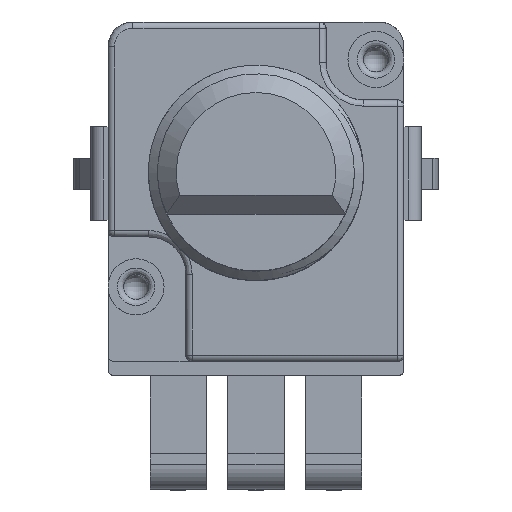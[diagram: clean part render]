
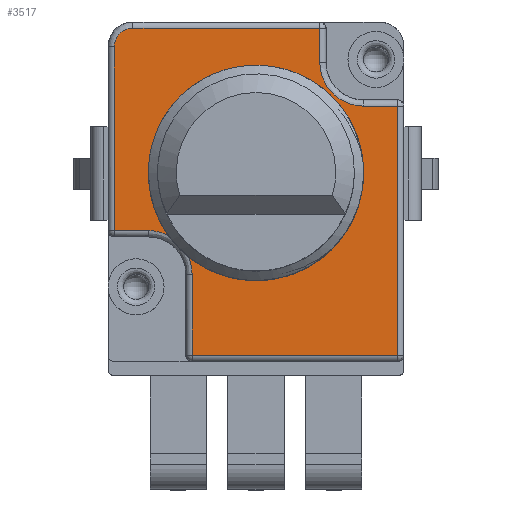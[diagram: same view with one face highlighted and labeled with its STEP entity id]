
A CAD part, top view. The second image highlights one B-rep face of the part: STEP entity #3517.
In plain terms, the highlighted planar face has unit normal (0, 0, 1).
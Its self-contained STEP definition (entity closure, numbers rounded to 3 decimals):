
#1754=CARTESIAN_POINT('',(-2.05,-3.25,10.0));
#1755=VERTEX_POINT('',#1754);
#1763=CARTESIAN_POINT('',(-2.231,-2.562,10.001));
#1764=VERTEX_POINT('',#1763);
#1765=CARTESIAN_POINT('',(-2.05,-3.25,10.0));
#1766=CARTESIAN_POINT('',(-2.05,-2.882,10.0));
#1767=CARTESIAN_POINT('',(-2.231,-2.562,10.0));
#1768=B_SPLINE_CURVE_WITH_KNOTS('',2,(#1765,#1766,#1767),.UNSPECIFIED.,.F.,.U.,
 (3,3),(0.0,1.0),.UNSPECIFIED.);
#1769=EDGE_CURVE('n� 3127',#1755,#1764,#1768,.T.);
#1771=CARTESIAN_POINT('',(-2.591,-2.144,9.999));
#1772=VERTEX_POINT('',#1771);
#1806=CARTESIAN_POINT('',(-3.45,-1.85,10.0));
#1807=VERTEX_POINT('',#1806);
#1808=CARTESIAN_POINT('',(-2.591,-2.144,10.0));
#1809=CARTESIAN_POINT('',(-2.776,-2.,10.0));
#1810=CARTESIAN_POINT('',(-2.996,-1.926,10.0));
#1811=CARTESIAN_POINT('',(-3.218,-1.85,10.0));
#1812=CARTESIAN_POINT('',(-3.45,-1.85,10.0));
#1813=B_SPLINE_CURVE_WITH_KNOTS('',2,(#1808,#1809,#1810,#1811,#1812),.UNSPECIFIED.,.F.,.U.,
 (3,2,3),(0.0,0.5,1.0),.UNSPECIFIED.);
#1814=EDGE_CURVE('n� 3131',#1772,#1807,#1813,.T.);
#2706=CARTESIAN_POINT('',(4.55,-5.85,10.0));
#2707=VERTEX_POINT('',#2706);
#2795=CARTESIAN_POINT('',(4.55,2.15,10.0));
#2796=VERTEX_POINT('',#2795);
#2927=CARTESIAN_POINT('',(2.05,4.65,10.0));
#2928=VERTEX_POINT('',#2927);
#3033=CARTESIAN_POINT('',(-4.55,-1.85,10.0));
#3034=VERTEX_POINT('',#3033);
#3118=CARTESIAN_POINT('',(-2.05,-5.85,10.0));
#3119=VERTEX_POINT('',#3118);
#3196=CARTESIAN_POINT('',(0.0,-5.85,10.0));
#3197=DIRECTION('',(1.0,0.0,0.0));
#3198=VECTOR('',#3197,1.0);
#3199=LINE('',#3196,#3198);
#3200=EDGE_CURVE('n� 687',#3119,#2707,#3199,.T.);
#3212=CARTESIAN_POINT('',(4.55,-0.6,10.0));
#3213=DIRECTION('',(0.0,1.0,0.0));
#3214=VECTOR('',#3213,1.0);
#3215=LINE('',#3212,#3214);
#3216=EDGE_CURVE('n� 686',#2707,#2796,#3215,.T.);
#3228=CARTESIAN_POINT('',(3.45,2.15,10.0));
#3229=VERTEX_POINT('',#3228);
#3237=CARTESIAN_POINT('',(0.0,2.15,10.0));
#3238=DIRECTION('',(-1.0,-0.0,0.0));
#3239=VECTOR('',#3238,1.0);
#3240=LINE('',#3237,#3239);
#3241=EDGE_CURVE('n� 685',#2796,#3229,#3240,.T.);
#3255=CARTESIAN_POINT('',(2.05,3.55,10.0));
#3256=VERTEX_POINT('',#3255);
#3264=CARTESIAN_POINT('',(3.45,2.15,10.0));
#3265=CARTESIAN_POINT('',(3.183,2.15,10.0));
#3266=CARTESIAN_POINT('',(2.935,2.248,10.0));
#3267=CARTESIAN_POINT('',(2.666,2.355,10.0));
#3268=CARTESIAN_POINT('',(2.46,2.56,10.0));
#3269=CARTESIAN_POINT('',(2.255,2.765,10.0));
#3270=CARTESIAN_POINT('',(2.148,3.035,10.0));
#3271=CARTESIAN_POINT('',(2.05,3.283,10.0));
#3272=CARTESIAN_POINT('',(2.05,3.55,10.0));
#3273=B_SPLINE_CURVE_WITH_KNOTS('',2,(#3264,#3265,#3266,#3267,#3268,#3269,#3270,#3271,#3272),.UNSPECIFIED.,.F.,.U.,
 (3,2,2,2,3),(0.0,0.25,0.5,0.75,1.0),.UNSPECIFIED.);
#3274=EDGE_CURVE('n� 684',#3229,#3256,#3273,.T.);
#3291=CARTESIAN_POINT('',(2.05,-0.6,10.0));
#3292=DIRECTION('',(0.0,1.0,0.0));
#3293=VECTOR('',#3292,1.0);
#3294=LINE('',#3291,#3293);
#3295=EDGE_CURVE('n� 683',#3256,#2928,#3294,.T.);
#3305=CARTESIAN_POINT('',(-3.95,4.65,10.0));
#3306=VERTEX_POINT('',#3305);
#3314=CARTESIAN_POINT('',(0.0,4.65,10.0));
#3315=DIRECTION('',(-1.0,0.0,0.0));
#3316=VECTOR('',#3315,1.0);
#3317=LINE('',#3314,#3316);
#3318=EDGE_CURVE('n� 682',#2928,#3306,#3317,.T.);
#3330=CARTESIAN_POINT('',(-4.55,4.05,10.0));
#3331=VERTEX_POINT('',#3330);
#3339=CARTESIAN_POINT('',(-3.95,4.65,10.0));
#3340=CARTESIAN_POINT('',(-4.064,4.65,10.0));
#3341=CARTESIAN_POINT('',(-4.171,4.608,10.0));
#3342=CARTESIAN_POINT('',(-4.286,4.562,10.0));
#3343=CARTESIAN_POINT('',(-4.374,4.474,10.0));
#3344=CARTESIAN_POINT('',(-4.462,4.387,10.0));
#3345=CARTESIAN_POINT('',(-4.508,4.271,10.0));
#3346=CARTESIAN_POINT('',(-4.55,4.165,10.0));
#3347=CARTESIAN_POINT('',(-4.55,4.05,10.0));
#3348=B_SPLINE_CURVE_WITH_KNOTS('',2,(#3339,#3340,#3341,#3342,#3343,#3344,#3345,#3346,#3347),.UNSPECIFIED.,.F.,.U.,
 (3,2,2,2,3),(0.0,0.25,0.5,0.75,1.0),.UNSPECIFIED.);
#3349=EDGE_CURVE('n� 681',#3306,#3331,#3348,.T.);
#3368=CARTESIAN_POINT('',(-4.55,-0.6,10.0));
#3369=DIRECTION('',(0.0,-1.0,0.0));
#3370=VECTOR('',#3369,1.0);
#3371=LINE('',#3368,#3370);
#3372=EDGE_CURVE('n� 680',#3331,#3034,#3371,.T.);
#3383=CARTESIAN_POINT('',(0.0,-1.85,10.0));
#3384=DIRECTION('',(1.0,0.0,0.0));
#3385=VECTOR('',#3384,1.0);
#3386=LINE('',#3383,#3385);
#3387=EDGE_CURVE('n� 679',#3034,#1807,#3386,.T.);
#3402=CARTESIAN_POINT('',(-2.05,-0.6,10.0));
#3403=DIRECTION('',(0.0,-1.0,0.0));
#3404=VECTOR('',#3403,1.0);
#3405=LINE('',#3402,#3404);
#3406=EDGE_CURVE('n� 671',#1755,#3119,#3405,.T.);
#3416=ORIENTED_EDGE('',*,*,#3406,.T.);
#3417=ORIENTED_EDGE('',*,*,#3200,.T.);
#3418=ORIENTED_EDGE('',*,*,#3216,.T.);
#3419=ORIENTED_EDGE('',*,*,#3241,.T.);
#3420=ORIENTED_EDGE('',*,*,#3274,.T.);
#3421=ORIENTED_EDGE('',*,*,#3295,.T.);
#3422=ORIENTED_EDGE('',*,*,#3318,.T.);
#3423=ORIENTED_EDGE('',*,*,#3349,.T.);
#3424=ORIENTED_EDGE('',*,*,#3372,.T.);
#3425=ORIENTED_EDGE('',*,*,#3387,.T.);
#3426=ORIENTED_EDGE('',*,*,#1814,.F.);
#3427=CARTESIAN_POINT('',(-1.755,2.462,10.0));
#3428=VERTEX_POINT('',#3427);
#3429=CARTESIAN_POINT('',(-2.591,-2.144,10.0));
#3430=CARTESIAN_POINT('',(-2.718,-1.955,10.0));
#3431=CARTESIAN_POINT('',(-2.792,-1.824,10.0));
#3432=CARTESIAN_POINT('',(-2.884,-1.66,10.0));
#3433=CARTESIAN_POINT('',(-2.959,-1.486,10.0));
#3434=CARTESIAN_POINT('',(-3.11,-1.136,10.0));
#3435=CARTESIAN_POINT('',(-3.178,-0.769,10.0));
#3436=CARTESIAN_POINT('',(-3.283,-0.205,10.0));
#3437=CARTESIAN_POINT('',(-3.182,0.346,10.0));
#3438=CARTESIAN_POINT('',(-3.123,0.667,10.0));
#3439=CARTESIAN_POINT('',(-2.997,0.974,10.0));
#3440=CARTESIAN_POINT('',(-2.873,1.279,10.0));
#3441=CARTESIAN_POINT('',(-2.689,1.553,10.0));
#3442=CARTESIAN_POINT('',(-2.505,1.83,10.0));
#3443=CARTESIAN_POINT('',(-2.271,2.059,10.0));
#3444=CARTESIAN_POINT('',(-2.032,2.292,10.0));
#3445=CARTESIAN_POINT('',(-1.755,2.462,10.0));
#3446=B_SPLINE_CURVE_WITH_KNOTS('',2,(#3429,#3430,#3431,#3432,#3433,#3434,#3435,#3436,#3437,#3438,
    #3439,#3440,#3441,#3442,#3443,#3444,#3445),.UNSPECIFIED.,.F.,.U.,
 (3,2,2,2,2,2,2,2,3),(0.0,0.071,0.143,0.286,0.5,0.625,0.75,0.875,1.0),.UNSPECIFIED.);
#3447=EDGE_CURVE('n� 342',#1772,#3428,#3446,.T.);
#3448=ORIENTED_EDGE('',*,*,#3447,.T.);
#3449=CARTESIAN_POINT('',(1.758,2.462,10.0));
#3450=VERTEX_POINT('',#3449);
#3451=CARTESIAN_POINT('',(-1.755,2.462,10.0));
#3452=CARTESIAN_POINT('',(-1.381,2.729,10.0));
#3453=CARTESIAN_POINT('',(-0.943,2.873,10.0));
#3454=CARTESIAN_POINT('',(-0.483,3.024,10.0));
#3455=CARTESIAN_POINT('',(0.001,3.024,10.0));
#3456=CARTESIAN_POINT('',(0.485,3.025,10.0));
#3457=CARTESIAN_POINT('',(0.946,2.874,10.0));
#3458=CARTESIAN_POINT('',(1.383,2.731,10.0));
#3459=CARTESIAN_POINT('',(1.759,2.464,10.0));
#3460=B_SPLINE_CURVE_WITH_KNOTS('',2,(#3451,#3452,#3453,#3454,#3455,#3456,#3457,#3458,#3459),.UNSPECIFIED.,.F.,.U.,
 (3,2,2,2,3),(0.0,0.25,0.5,0.75,1.0),.UNSPECIFIED.);
#3461=EDGE_CURVE('n� 676',#3428,#3450,#3460,.T.);
#3462=ORIENTED_EDGE('',*,*,#3461,.T.);
#3463=CARTESIAN_POINT('',(1.475,-3.123,10.0));
#3464=VERTEX_POINT('',#3463);
#3465=CARTESIAN_POINT('',(1.759,2.464,10.0));
#3466=CARTESIAN_POINT('',(2.12,2.246,10.0));
#3467=CARTESIAN_POINT('',(2.405,1.929,10.0));
#3468=CARTESIAN_POINT('',(2.685,1.619,10.0));
#3469=CARTESIAN_POINT('',(2.879,1.232,10.0));
#3470=CARTESIAN_POINT('',(3.07,0.853,10.0));
#3471=CARTESIAN_POINT('',(3.159,0.437,10.0));
#3472=CARTESIAN_POINT('',(3.249,0.016,10.0));
#3473=CARTESIAN_POINT('',(3.225,-0.401,10.0));
#3474=CARTESIAN_POINT('',(3.202,-0.815,10.0));
#3475=CARTESIAN_POINT('',(3.064,-1.222,10.0));
#3476=CARTESIAN_POINT('',(2.93,-1.619,10.0));
#3477=CARTESIAN_POINT('',(2.697,-1.979,10.0));
#3478=CARTESIAN_POINT('',(2.466,-2.337,10.0));
#3479=CARTESIAN_POINT('',(2.156,-2.628,10.0));
#3480=CARTESIAN_POINT('',(1.843,-2.922,10.0));
#3481=CARTESIAN_POINT('',(1.475,-3.123,10.0));
#3482=B_SPLINE_CURVE_WITH_KNOTS('',2,(#3465,#3466,#3467,#3468,#3469,#3470,#3471,#3472,#3473,#3474,
    #3475,#3476,#3477,#3478,#3479,#3480,#3481),.UNSPECIFIED.,.F.,.U.,
 (3,2,2,2,2,2,2,2,3),(0.0,0.125,0.25,0.375,0.5,0.625,0.75,0.875,1.0),.UNSPECIFIED.);
#3483=EDGE_CURVE('n� 260',#3450,#3464,#3482,.T.);
#3484=ORIENTED_EDGE('',*,*,#3483,.T.);
#3485=CARTESIAN_POINT('',(-1.475,-3.124,10.001));
#3486=VERTEX_POINT('',#3485);
#3487=CARTESIAN_POINT('',(-1.475,-3.123,10.0));
#3488=CARTESIAN_POINT('',(-1.133,-3.285,10.0));
#3489=CARTESIAN_POINT('',(-0.765,-3.368,10.0));
#3490=CARTESIAN_POINT('',(-0.387,-3.454,10.0));
#3491=CARTESIAN_POINT('',(-0.0,-3.454,10.0));
#3492=CARTESIAN_POINT('',(0.388,-3.454,10.0));
#3493=CARTESIAN_POINT('',(0.765,-3.368,10.0));
#3494=CARTESIAN_POINT('',(1.133,-3.284,10.0));
#3495=CARTESIAN_POINT('',(1.475,-3.123,10.0));
#3496=B_SPLINE_CURVE_WITH_KNOTS('',2,(#3487,#3488,#3489,#3490,#3491,#3492,#3493,#3494,#3495),.UNSPECIFIED.,.F.,.U.,
 (3,2,2,2,3),(0.0,0.25,0.5,0.75,1.0),.UNSPECIFIED.);
#3497=EDGE_CURVE('n� 639',#3486,#3464,#3496,.T.);
#3498=ORIENTED_EDGE('',*,*,#3497,.F.);
#3499=CARTESIAN_POINT('',(-1.475,-3.123,10.0));
#3500=CARTESIAN_POINT('',(-1.668,-3.028,10.0));
#3501=CARTESIAN_POINT('',(-1.875,-2.874,10.0));
#3502=CARTESIAN_POINT('',(-1.968,-2.804,10.0));
#3503=CARTESIAN_POINT('',(-2.058,-2.726,10.0));
#3504=CARTESIAN_POINT('',(-2.196,-2.607,10.0));
#3505=CARTESIAN_POINT('',(-2.231,-2.562,10.0));
#3506=B_SPLINE_CURVE_WITH_KNOTS('',2,(#3499,#3500,#3501,#3502,#3503,#3504,#3505),.UNSPECIFIED.,.F.,.U.,
 (3,2,2,3),(0.0,0.5,0.75,1.0),.UNSPECIFIED.);
#3507=EDGE_CURVE('n� 344',#3486,#1764,#3506,.T.);
#3508=ORIENTED_EDGE('',*,*,#3507,.T.);
#3509=ORIENTED_EDGE('',*,*,#1769,.F.);
#3510=EDGE_LOOP('',(
    #3416,#3417,#3418,#3419,#3420,#3421,#3422,#3423,#3424,#3425,
    #3426,#3448,#3462,#3484,#3498,#3508,#3509));
#3511=FACE_OUTER_BOUND('',#3510,.T.);
#3512=CARTESIAN_POINT('',(0.0,-0.6,10.0));
#3513=DIRECTION('',(0.0,0.0,1.0));
#3514=DIRECTION('',(1.0,0.0,-0.0));
#3515=AXIS2_PLACEMENT_3D('',#3512,#3513,#3514);
#3516=PLANE('',#3515);
#3517=ADVANCED_FACE('n� 668',(#3511),#3516,.T.);
